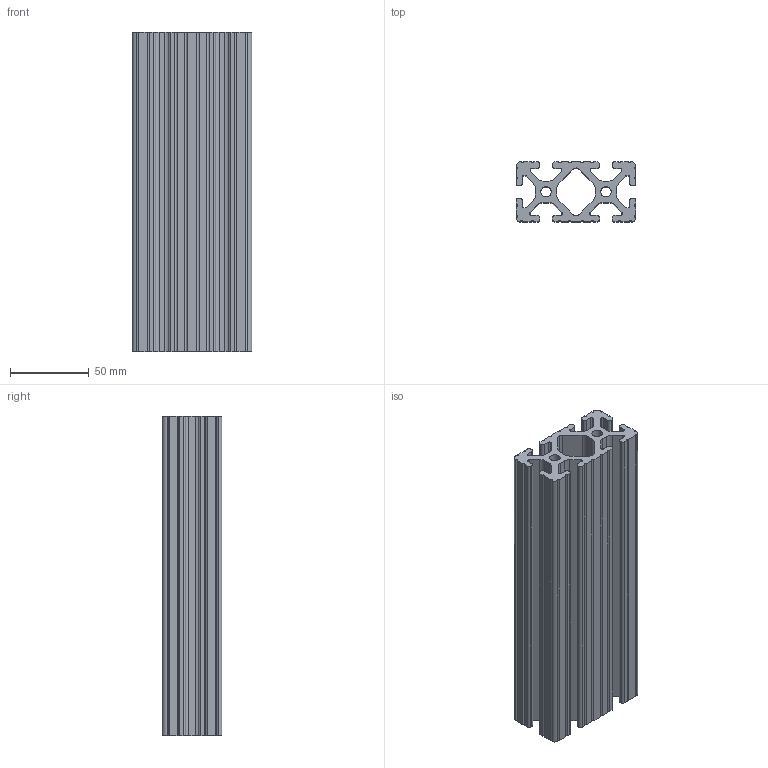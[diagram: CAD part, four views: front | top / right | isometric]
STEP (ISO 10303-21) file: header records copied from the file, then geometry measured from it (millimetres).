
FILE_DESCRIPTION (( 'STEP AP214' ), '1' );
FILE_NAME ('118992B8-EF7A-403D-BFF2-345F4E185D06.STEP', '2025-03-12T14:39:43', ( '' ), ( '' ), 'SwSTEP 2.0', 'SolidWorks 2022', '' );
FILE_SCHEMA (( 'AUTOMOTIVE_DESIGN' ));
Length unit declared in the file: inch
Products named in the file (1): 118992B8-EF7A-403D-BFF2-345F4E185D06
Bounding box: 76.28 x 38.15 x 203.2 mm (x, y, z)
Volume: 273083.6 mm3; surface area: 123646.9 mm2
Topology: 1 solids, 1 shells, 193 faces, 573 edges, 382 vertices
Faces by surface type: cylinder 105, plane 88
Entity records: 9098 total; most frequent: DIRECTION 1171, CARTESIAN_POINT 1149, ORIENTED_EDGE 1146, EDGE_CURVE 573, AXIS2_PLACEMENT_3D 404, VERTEX_POINT 382, VECTOR 363, LINE 363
